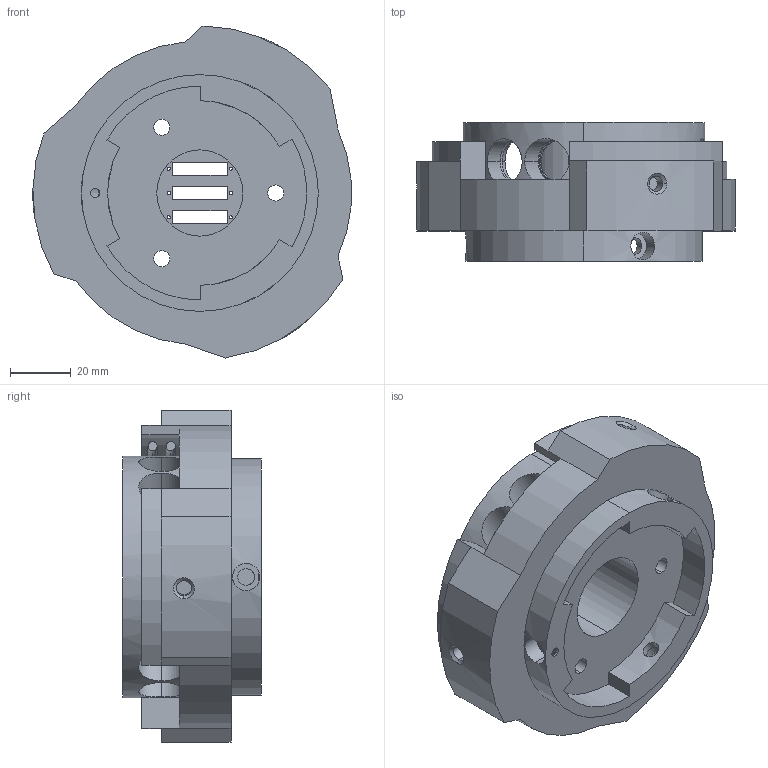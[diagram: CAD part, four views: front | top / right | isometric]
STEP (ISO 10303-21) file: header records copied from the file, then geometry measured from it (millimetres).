
FILE_DESCRIPTION (( 'STEP AP214' ), '1' );
FILE_NAME ('BT-0001.STEP', '2025-07-28T05:26:13', ( '' ), ( '' ), 'SwSTEP 2.0', 'SolidWorks 2023', '' );
FILE_SCHEMA (( 'AUTOMOTIVE_DESIGN' ));
Length unit declared in the file: millimetre
Products named in the file (1): BT-0001
Bounding box: 104.82 x 45.7 x 109.32 mm (x, y, z)
Volume: 188123.5 mm3; surface area: 57390.3 mm2
Topology: 1 solids, 1 shells, 264 faces, 692 edges, 446 vertices
Faces by surface type: cylinder 116, plane 88, bspline 30, torus 18, cone 12
Entity records: 25420 total; most frequent: CARTESIAN_POINT 18940, ORIENTED_EDGE 1384, DIRECTION 1277, EDGE_CURVE 692, AXIS2_PLACEMENT_3D 491, VERTEX_POINT 446, EDGE_LOOP 324, VECTOR 295
